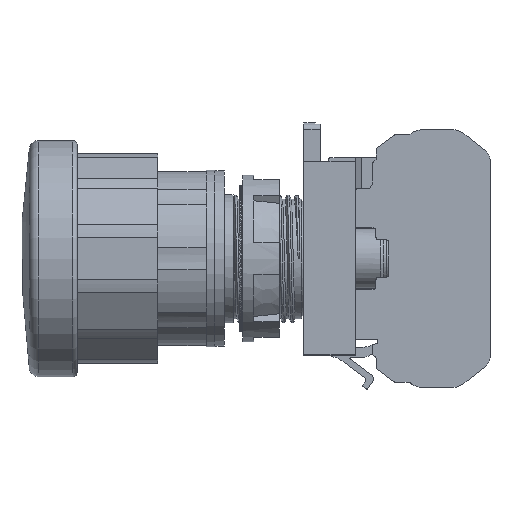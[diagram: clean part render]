
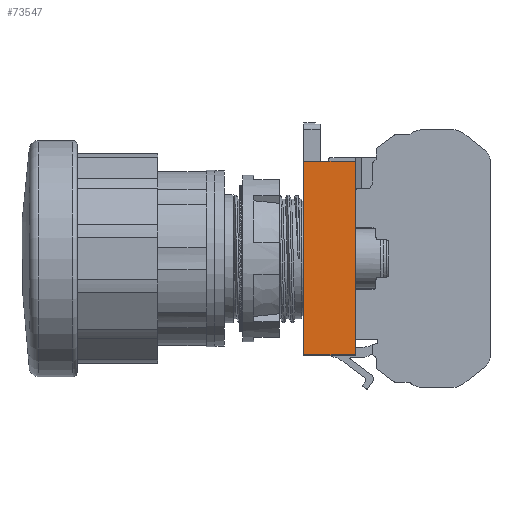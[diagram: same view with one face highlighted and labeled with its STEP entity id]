
A CAD part, left-side view. The second image highlights one B-rep face of the part: STEP entity #73547.
In plain terms, the highlighted planar face has unit normal (-1, 0, 0).
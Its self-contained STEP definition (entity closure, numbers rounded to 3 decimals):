
#4565=LINE('',#115234,#11734);
#4653=LINE('',#115550,#11822);
#4879=LINE('',#116908,#12048);
#4982=LINE('',#117147,#12151);
#11734=VECTOR('',#86639,10.);
#11822=VECTOR('',#86861,10.);
#12048=VECTOR('',#87689,10.);
#12151=VECTOR('',#87972,10.);
#18065=PLANE('',#78290);
#21088=FACE_OUTER_BOUND('',#25093,.T.);
#25093=EDGE_LOOP('',(#53776,#53777,#53778,#53779));
#31651=VERTEX_POINT('',#115231);
#31652=VERTEX_POINT('',#115233);
#31776=VERTEX_POINT('',#115547);
#31777=VERTEX_POINT('',#115549);
#39398=EDGE_CURVE('',#31651,#31652,#4565,.F.);
#39544=EDGE_CURVE('',#31776,#31777,#4653,.F.);
#39962=EDGE_CURVE('',#31777,#31651,#4879,.T.);
#40071=EDGE_CURVE('',#31652,#31776,#4982,.F.);
#53776=ORIENTED_EDGE('',*,*,#39962,.F.);
#53777=ORIENTED_EDGE('',*,*,#39544,.F.);
#53778=ORIENTED_EDGE('',*,*,#40071,.F.);
#53779=ORIENTED_EDGE('',*,*,#39398,.F.);
#73547=ADVANCED_FACE('',(#21088),#18065,.T.);
#78290=AXIS2_PLACEMENT_3D('',#117146,#87970,#87971);
#86639=DIRECTION('',(0.,0.,-1.));
#86861=DIRECTION('',(0.,0.,1.));
#87689=DIRECTION('',(0.,1.,0.));
#87970=DIRECTION('center_axis',(-1.,0.,0.));
#87971=DIRECTION('ref_axis',(0.,0.,-1.));
#87972=DIRECTION('',(0.,1.,0.));
#115231=CARTESIAN_POINT('',(-15.75,-19.61,-16.422));
#115233=CARTESIAN_POINT('',(-15.75,-19.61,16.6));
#115234=CARTESIAN_POINT('',(-15.75,-19.61,15.475));
#115547=CARTESIAN_POINT('',(-15.75,-28.41,16.6));
#115549=CARTESIAN_POINT('',(-15.75,-28.41,-16.422));
#115550=CARTESIAN_POINT('',(-15.75,-28.41,8.3));
#116908=CARTESIAN_POINT('',(-15.75,-23.01,-16.422));
#117146=CARTESIAN_POINT('Origin',(-15.75,-23.01,16.6));
#117147=CARTESIAN_POINT('',(-15.75,-23.01,16.6));
